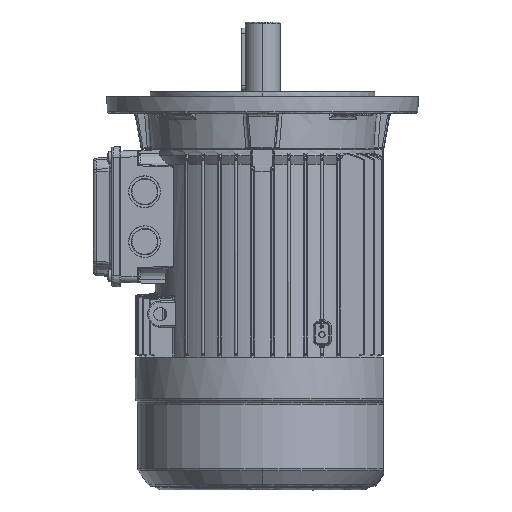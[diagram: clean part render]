
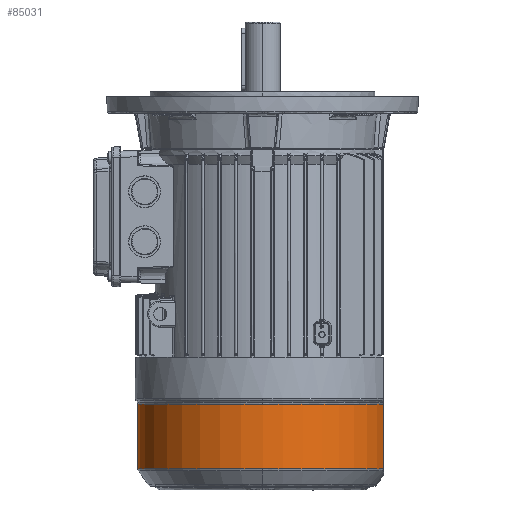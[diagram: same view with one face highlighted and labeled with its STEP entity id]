
A CAD part, left-side view. The second image highlights one B-rep face of the part: STEP entity #85031.
In plain terms, the highlighted cylindrical face has radius 100 mm (diameter 200 mm), a partial arc.
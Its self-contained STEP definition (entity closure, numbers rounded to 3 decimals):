
#1822 = ORIENTED_EDGE ( 'NONE', *, *, #52880, .T. ) ;
#2943 = DIRECTION ( 'NONE',  ( 0., -1., 0. ) ) ;
#4575 = AXIS2_PLACEMENT_3D ( 'NONE', #27145, #15784, #38523 ) ;
#6035 = VERTEX_POINT ( 'NONE', #47687 ) ;
#7901 = DIRECTION ( 'NONE',  ( 0., -1., 0. ) ) ;
#8419 = VERTEX_POINT ( 'NONE', #39640 ) ;
#10939 = DIRECTION ( 'NONE',  ( 0., 0., -1. ) ) ;
#12293 = CARTESIAN_POINT ( 'NONE',  ( 24.553, -96.939, -208.248 ) ) ;
#13634 = VERTEX_POINT ( 'NONE', #125982 ) ;
#15784 = DIRECTION ( 'NONE',  ( 0., 0., -1. ) ) ;
#16347 = CARTESIAN_POINT ( 'NONE',  ( -24.553, -96.939, -208.248 ) ) ;
#20414 = CARTESIAN_POINT ( 'NONE',  ( 24.553, -96.939, -259.86 ) ) ;
#20483 = EDGE_CURVE ( 'NONE', #136877, #13634, #42438, .T. ) ;
#23583 = LINE ( 'NONE', #56392, #31979 ) ;
#25737 = AXIS2_PLACEMENT_3D ( 'NONE', #51950, #39668, #7901 ) ;
#27145 = CARTESIAN_POINT ( 'NONE',  ( 0., 0., -208.248 ) ) ;
#30644 = CARTESIAN_POINT ( 'NONE',  ( 0., 0., -259.86 ) ) ;
#31979 = VECTOR ( 'NONE', #76762, 1000. ) ;
#32973 = VERTEX_POINT ( 'NONE', #16347 ) ;
#33135 = DIRECTION ( 'NONE',  ( 0., 0., -1. ) ) ;
#33319 = CARTESIAN_POINT ( 'NONE',  ( 0., 0., -208.248 ) ) ;
#34054 = CARTESIAN_POINT ( 'NONE',  ( 24.553, -96.939, -259.86 ) ) ;
#35021 = CIRCLE ( 'NONE', #25737, 100. ) ;
#35795 = VECTOR ( 'NONE', #10939, 1000. ) ;
#36340 = VERTEX_POINT ( 'NONE', #121430 ) ;
#38523 = DIRECTION ( 'NONE',  ( 0., -1., 0. ) ) ;
#39104 = VERTEX_POINT ( 'NONE', #12293 ) ;
#39640 = CARTESIAN_POINT ( 'NONE',  ( -100., 0., -259.86 ) ) ;
#39668 = DIRECTION ( 'NONE',  ( 0., 0., 1. ) ) ;
#40264 = AXIS2_PLACEMENT_3D ( 'NONE', #30644, #40611, #105062 ) ;
#40611 = DIRECTION ( 'NONE',  ( 0., 0., 1. ) ) ;
#42438 = CIRCLE ( 'NONE', #67778, 100. ) ;
#45659 = EDGE_CURVE ( 'NONE', #39104, #133696, #79812, .T. ) ;
#47687 = CARTESIAN_POINT ( 'NONE',  ( -24.553, -96.939, -259.86 ) ) ;
#50421 = ORIENTED_EDGE ( 'NONE', *, *, #104310, .T. ) ;
#51950 = CARTESIAN_POINT ( 'NONE',  ( 0., 0., -259.86 ) ) ;
#52880 = EDGE_CURVE ( 'NONE', #32973, #136877, #116522, .T. ) ;
#55183 = CARTESIAN_POINT ( 'NONE',  ( 0., 0., -259.86 ) ) ;
#56392 = CARTESIAN_POINT ( 'NONE',  ( -24.553, -96.939, -259.86 ) ) ;
#57926 = AXIS2_PLACEMENT_3D ( 'NONE', #77633, #33135, #77166 ) ;
#63547 = FACE_OUTER_BOUND ( 'NONE', #64291, .T. ) ;
#64291 = EDGE_LOOP ( 'NONE', ( #82907, #140424, #111233, #126168, #1822, #129737, #50421, #87897 ) ) ;
#65041 = DIRECTION ( 'NONE',  ( 0., 0., -1. ) ) ;
#66461 = DIRECTION ( 'NONE',  ( 0., -1., 0. ) ) ;
#66909 = DIRECTION ( 'NONE',  ( 0., 0., 1. ) ) ;
#66999 = CYLINDRICAL_SURFACE ( 'NONE', #87828, 100. ) ;
#67778 = AXIS2_PLACEMENT_3D ( 'NONE', #33319, #65041, #66461 ) ;
#74243 = EDGE_CURVE ( 'NONE', #36340, #8419, #100645, .T. ) ;
#76486 = DIRECTION ( 'NONE',  ( 0., 0., 1. ) ) ;
#76762 = DIRECTION ( 'NONE',  ( 0., 0., 1. ) ) ;
#77166 = DIRECTION ( 'NONE',  ( 0., -1., 0. ) ) ;
#77633 = CARTESIAN_POINT ( 'NONE',  ( 0., 0., -208.248 ) ) ;
#79812 = LINE ( 'NONE', #20414, #35795 ) ;
#81470 = EDGE_CURVE ( 'NONE', #8419, #6035, #35021, .T. ) ;
#82907 = ORIENTED_EDGE ( 'NONE', *, *, #133835, .T. ) ;
#85031 = ADVANCED_FACE ( 'NONE', ( #63547 ), #66999, .T. ) ;
#87828 = AXIS2_PLACEMENT_3D ( 'NONE', #120462, #66909, #2943 ) ;
#87897 = ORIENTED_EDGE ( 'NONE', *, *, #45659, .T. ) ;
#100645 = CIRCLE ( 'NONE', #102524, 100. ) ;
#102524 = AXIS2_PLACEMENT_3D ( 'NONE', #55183, #76486, #130043 ) ;
#104310 = EDGE_CURVE ( 'NONE', #13634, #39104, #122724, .T. ) ;
#105062 = DIRECTION ( 'NONE',  ( 0., -1., 0. ) ) ;
#110433 = CARTESIAN_POINT ( 'NONE',  ( -100., 0., -208.248 ) ) ;
#111233 = ORIENTED_EDGE ( 'NONE', *, *, #81470, .T. ) ;
#111234 = EDGE_CURVE ( 'NONE', #6035, #32973, #23583, .T. ) ;
#112298 = CIRCLE ( 'NONE', #40264, 100. ) ;
#116522 = CIRCLE ( 'NONE', #57926, 100. ) ;
#120462 = CARTESIAN_POINT ( 'NONE',  ( 0., 0., -259.86 ) ) ;
#121430 = CARTESIAN_POINT ( 'NONE',  ( 100., 0., -259.86 ) ) ;
#122724 = CIRCLE ( 'NONE', #4575, 100. ) ;
#125982 = CARTESIAN_POINT ( 'NONE',  ( 100., 0., -208.248 ) ) ;
#126168 = ORIENTED_EDGE ( 'NONE', *, *, #111234, .T. ) ;
#129737 = ORIENTED_EDGE ( 'NONE', *, *, #20483, .T. ) ;
#130043 = DIRECTION ( 'NONE',  ( 0., -1., 0. ) ) ;
#133696 = VERTEX_POINT ( 'NONE', #34054 ) ;
#133835 = EDGE_CURVE ( 'NONE', #133696, #36340, #112298, .T. ) ;
#136877 = VERTEX_POINT ( 'NONE', #110433 ) ;
#140424 = ORIENTED_EDGE ( 'NONE', *, *, #74243, .T. ) ;
